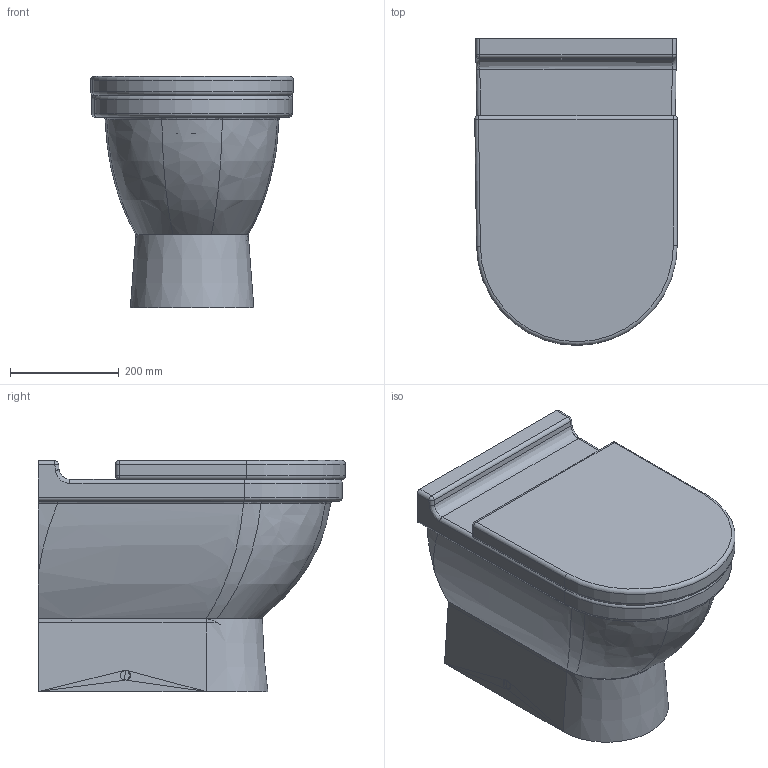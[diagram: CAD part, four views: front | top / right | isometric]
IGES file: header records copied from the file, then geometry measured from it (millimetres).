
Global section: file name: No Iges File Name specified; native system: AutoDesk Inventor R11.0; preprocessor: AutoDesk Inventor Iges Exporter R11.0; author: No Author specified; organization: No Organization specified; date: 20070806.085352; units: millimetre
Bounding box: 373.23 x 565.89 x 425.9 mm (x, y, z)
Volume: 38880709 mm3; surface area: 1556960.8 mm2
Topology: 4 solids, 4 shells, 167 faces, 390 edges, 228 vertices
Faces by surface type: bspline 47, plane 44, revolution 26, cylinder 25, torus 16, sphere 8, cone 1
